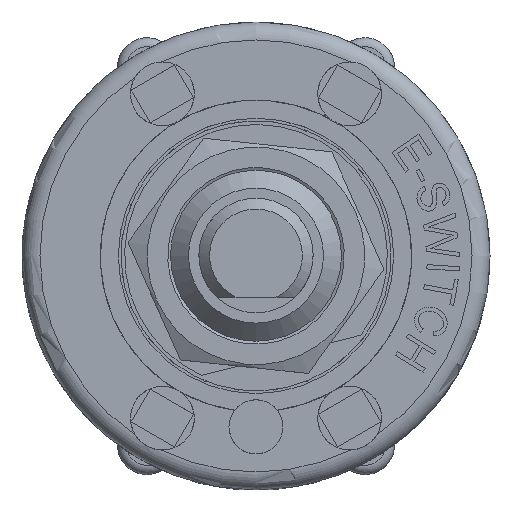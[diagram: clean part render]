
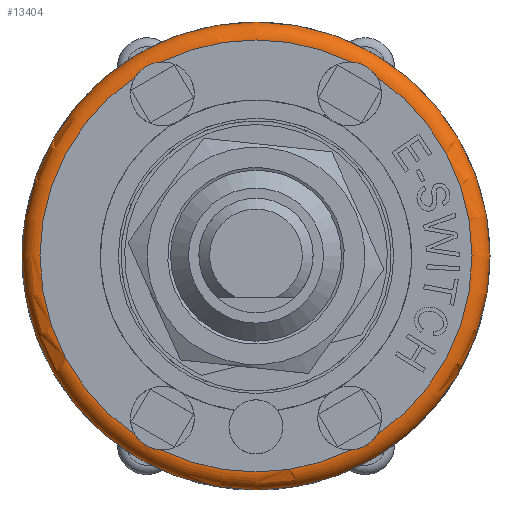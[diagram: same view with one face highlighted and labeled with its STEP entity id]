
A CAD part, top view. The second image highlights one B-rep face of the part: STEP entity #13404.
In plain terms, the highlighted toroidal (fillet/blend) face has major radius 12 mm and minor radius 1 mm.
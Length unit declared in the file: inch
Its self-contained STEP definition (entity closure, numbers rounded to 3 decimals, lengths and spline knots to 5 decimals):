
#135=TOROIDAL_SURFACE('',#14073,0.47244,0.03937);
#171=CIRCLE('',#14026,0.51181);
#198=CIRCLE('',#14074,0.03937);
#199=CIRCLE('',#14075,0.47244);
#200=CIRCLE('',#14076,0.47244);
#201=CIRCLE('',#14077,0.47244);
#202=CIRCLE('',#14078,0.47244);
#203=CIRCLE('',#14079,0.47244);
#754=B_SPLINE_CURVE_WITH_KNOTS('',3,(#22523,#22524,#22525,#22526,#22527,
#22528,#22529,#22530,#22531,#22532,#22533,#22534),.UNSPECIFIED.,.F.,.F.,
(4,2,2,2,2,4),(-0.26924,-0.24463,-0.21597,
-0.19207,-0.16451,-0.13568),.UNSPECIFIED.);
#755=B_SPLINE_CURVE_WITH_KNOTS('',3,(#22546,#22547,#22548,#22549,#22550,
#22551,#22552,#22553,#22554,#22555,#22556,#22557),.UNSPECIFIED.,.F.,.F.,
(4,2,2,2,2,4),(-0.26924,-0.24463,-0.21597,
-0.19207,-0.16451,-0.13568),.UNSPECIFIED.);
#756=B_SPLINE_CURVE_WITH_KNOTS('',3,(#22574,#22575,#22576,#22577,#22578,
#22579,#22580,#22581,#22582,#22583,#22584,#22585),.UNSPECIFIED.,.F.,.F.,
(4,2,2,2,2,4),(-0.26924,-0.24463,-0.21597,
-0.19207,-0.16451,-0.13568),.UNSPECIFIED.);
#757=B_SPLINE_CURVE_WITH_KNOTS('',3,(#22607,#22608,#22609,#22610,#22611,
#22612,#22613,#22614,#22615,#22616,#22617,#22618),.UNSPECIFIED.,.F.,.F.,
(4,2,2,2,2,4),(-0.26924,-0.24463,-0.21597,
-0.19207,-0.16451,-0.13568),.UNSPECIFIED.);
#1442=FACE_OUTER_BOUND('',#2256,.T.);
#2256=EDGE_LOOP('',(#11226,#11227,#11228,#11229,#11230,#11231,#11232,#11233,
#11234,#11235,#11236,#11237));
#6237=VERTEX_POINT('',#22485);
#6245=VERTEX_POINT('',#22521);
#6246=VERTEX_POINT('',#22522);
#6249=VERTEX_POINT('',#22544);
#6250=VERTEX_POINT('',#22545);
#6255=VERTEX_POINT('',#22572);
#6256=VERTEX_POINT('',#22573);
#6263=VERTEX_POINT('',#22605);
#6264=VERTEX_POINT('',#22606);
#6267=VERTEX_POINT('',#22628);
#7973=EDGE_CURVE('',#6237,#6237,#171,.T.);
#7991=EDGE_CURVE('',#6245,#6246,#754,.T.);
#7997=EDGE_CURVE('',#6249,#6250,#755,.T.);
#8005=EDGE_CURVE('',#6255,#6256,#756,.T.);
#8015=EDGE_CURVE('',#6263,#6264,#757,.T.);
#8021=EDGE_CURVE('',#6237,#6267,#198,.T.);
#8022=EDGE_CURVE('',#6267,#6255,#199,.T.);
#8023=EDGE_CURVE('',#6256,#6249,#200,.T.);
#8024=EDGE_CURVE('',#6250,#6245,#201,.T.);
#8025=EDGE_CURVE('',#6246,#6263,#202,.T.);
#8026=EDGE_CURVE('',#6264,#6267,#203,.T.);
#11226=ORIENTED_EDGE('',*,*,#7973,.T.);
#11227=ORIENTED_EDGE('',*,*,#8021,.T.);
#11228=ORIENTED_EDGE('',*,*,#8022,.T.);
#11229=ORIENTED_EDGE('',*,*,#8005,.T.);
#11230=ORIENTED_EDGE('',*,*,#8023,.T.);
#11231=ORIENTED_EDGE('',*,*,#7997,.T.);
#11232=ORIENTED_EDGE('',*,*,#8024,.T.);
#11233=ORIENTED_EDGE('',*,*,#7991,.T.);
#11234=ORIENTED_EDGE('',*,*,#8025,.T.);
#11235=ORIENTED_EDGE('',*,*,#8015,.T.);
#11236=ORIENTED_EDGE('',*,*,#8026,.T.);
#11237=ORIENTED_EDGE('',*,*,#8021,.F.);
#13404=ADVANCED_FACE('',(#1442),#135,.T.);
#14026=AXIS2_PLACEMENT_3D('',#22486,#16140,#16141);
#14073=AXIS2_PLACEMENT_3D('',#22627,#16251,#16252);
#14074=AXIS2_PLACEMENT_3D('',#22629,#16253,#16254);
#14075=AXIS2_PLACEMENT_3D('',#22630,#16255,#16256);
#14076=AXIS2_PLACEMENT_3D('',#22631,#16257,#16258);
#14077=AXIS2_PLACEMENT_3D('',#22632,#16259,#16260);
#14078=AXIS2_PLACEMENT_3D('',#22633,#16261,#16262);
#14079=AXIS2_PLACEMENT_3D('',#22634,#16263,#16264);
#16140=DIRECTION('center_axis',(0.,0.,1.));
#16141=DIRECTION('ref_axis',(-1.,0.,0.));
#16251=DIRECTION('center_axis',(0.,0.,-1.));
#16252=DIRECTION('ref_axis',(-1.,0.,0.));
#16253=DIRECTION('center_axis',(0.,-1.,0.));
#16254=DIRECTION('ref_axis',(1.,0.,0.));
#16255=DIRECTION('center_axis',(0.,0.,-1.));
#16256=DIRECTION('ref_axis',(-1.,0.,0.));
#16257=DIRECTION('center_axis',(0.,0.,-1.));
#16258=DIRECTION('ref_axis',(-1.,0.,0.));
#16259=DIRECTION('center_axis',(0.,0.,-1.));
#16260=DIRECTION('ref_axis',(-1.,0.,0.));
#16261=DIRECTION('center_axis',(0.,0.,-1.));
#16262=DIRECTION('ref_axis',(-1.,0.,0.));
#16263=DIRECTION('center_axis',(0.,0.,-1.));
#16264=DIRECTION('ref_axis',(-1.,0.,0.));
#22485=CARTESIAN_POINT('',(0.51181,0.,0.37402));
#22486=CARTESIAN_POINT('Origin',(0.,0.,0.37402));
#22521=CARTESIAN_POINT('',(-0.26379,0.39194,0.41339));
#22522=CARTESIAN_POINT('',(-0.20753,0.42442,0.41339));
#22523=CARTESIAN_POINT('Ctrl Pts',(-0.26379,0.39194,
0.41339));
#22524=CARTESIAN_POINT('Ctrl Pts',(-0.26165,0.39532,
0.41339));
#22525=CARTESIAN_POINT('Ctrl Pts',(-0.25918,0.39859,
0.41329));
#22526=CARTESIAN_POINT('Ctrl Pts',(-0.25306,0.40529,
0.41304));
#22527=CARTESIAN_POINT('Ctrl Pts',(-0.2494,0.40855,
0.4129));
#22528=CARTESIAN_POINT('Ctrl Pts',(-0.24211,0.41377,
0.41277));
#22529=CARTESIAN_POINT('Ctrl Pts',(-0.2386,0.41585,
0.41276));
#22530=CARTESIAN_POINT('Ctrl Pts',(-0.23069,0.41964,
0.41286));
#22531=CARTESIAN_POINT('Ctrl Pts',(-0.22626,0.42124,
0.41299));
#22532=CARTESIAN_POINT('Ctrl Pts',(-0.21694,0.42357,
0.41325));
#22533=CARTESIAN_POINT('Ctrl Pts',(-0.21219,0.42423,
0.41339));
#22534=CARTESIAN_POINT('Ctrl Pts',(-0.20753,0.42442,
0.41339));
#22544=CARTESIAN_POINT('',(-0.20753,-0.42442,0.41339));
#22545=CARTESIAN_POINT('',(-0.26379,-0.39194,0.41339));
#22546=CARTESIAN_POINT('Ctrl Pts',(-0.20753,-0.42442,
0.41339));
#22547=CARTESIAN_POINT('Ctrl Pts',(-0.21153,-0.42426,
0.41339));
#22548=CARTESIAN_POINT('Ctrl Pts',(-0.2156,-0.42375,
0.41329));
#22549=CARTESIAN_POINT('Ctrl Pts',(-0.22446,-0.42181,
0.41304));
#22550=CARTESIAN_POINT('Ctrl Pts',(-0.22911,-0.42026,
0.4129));
#22551=CARTESIAN_POINT('Ctrl Pts',(-0.23728,-0.41656,
0.41277));
#22552=CARTESIAN_POINT('Ctrl Pts',(-0.24084,-0.41456,
0.41276));
#22553=CARTESIAN_POINT('Ctrl Pts',(-0.24808,-0.4096,
0.41286));
#22554=CARTESIAN_POINT('Ctrl Pts',(-0.25168,-0.40656,
0.41299));
#22555=CARTESIAN_POINT('Ctrl Pts',(-0.25836,-0.39966,
0.41325));
#22556=CARTESIAN_POINT('Ctrl Pts',(-0.2613,-0.39588,
0.41339));
#22557=CARTESIAN_POINT('Ctrl Pts',(-0.26379,-0.39194,
0.41339));
#22572=CARTESIAN_POINT('',(0.26379,-0.39194,0.41339));
#22573=CARTESIAN_POINT('',(0.20753,-0.42442,0.41339));
#22574=CARTESIAN_POINT('Ctrl Pts',(0.26379,-0.39194,
0.41339));
#22575=CARTESIAN_POINT('Ctrl Pts',(0.26165,-0.39532,
0.41339));
#22576=CARTESIAN_POINT('Ctrl Pts',(0.25918,-0.39859,
0.41329));
#22577=CARTESIAN_POINT('Ctrl Pts',(0.25306,-0.40529,
0.41304));
#22578=CARTESIAN_POINT('Ctrl Pts',(0.2494,-0.40855,
0.4129));
#22579=CARTESIAN_POINT('Ctrl Pts',(0.24211,-0.41377,
0.41277));
#22580=CARTESIAN_POINT('Ctrl Pts',(0.2386,-0.41585,
0.41276));
#22581=CARTESIAN_POINT('Ctrl Pts',(0.23069,-0.41964,
0.41286));
#22582=CARTESIAN_POINT('Ctrl Pts',(0.22626,-0.42124,
0.41299));
#22583=CARTESIAN_POINT('Ctrl Pts',(0.21694,-0.42357,
0.41325));
#22584=CARTESIAN_POINT('Ctrl Pts',(0.21219,-0.42423,
0.41339));
#22585=CARTESIAN_POINT('Ctrl Pts',(0.20753,-0.42442,
0.41339));
#22605=CARTESIAN_POINT('',(0.20753,0.42442,0.41339));
#22606=CARTESIAN_POINT('',(0.26379,0.39194,0.41339));
#22607=CARTESIAN_POINT('Ctrl Pts',(0.20753,0.42442,0.41339));
#22608=CARTESIAN_POINT('Ctrl Pts',(0.21153,0.42426,
0.41339));
#22609=CARTESIAN_POINT('Ctrl Pts',(0.2156,0.42375,
0.41329));
#22610=CARTESIAN_POINT('Ctrl Pts',(0.22446,0.42181,0.41304));
#22611=CARTESIAN_POINT('Ctrl Pts',(0.22911,0.42026,
0.4129));
#22612=CARTESIAN_POINT('Ctrl Pts',(0.23728,0.41656,0.41277));
#22613=CARTESIAN_POINT('Ctrl Pts',(0.24084,0.41456,
0.41276));
#22614=CARTESIAN_POINT('Ctrl Pts',(0.24808,0.4096,
0.41286));
#22615=CARTESIAN_POINT('Ctrl Pts',(0.25168,0.40656,
0.41299));
#22616=CARTESIAN_POINT('Ctrl Pts',(0.25836,0.39966,
0.41325));
#22617=CARTESIAN_POINT('Ctrl Pts',(0.2613,0.39588,
0.41339));
#22618=CARTESIAN_POINT('Ctrl Pts',(0.26379,0.39194,
0.41339));
#22627=CARTESIAN_POINT('Origin',(0.,0.,0.37402));
#22628=CARTESIAN_POINT('',(0.47244,0.,0.41339));
#22629=CARTESIAN_POINT('Origin',(0.47244,0.,
0.37402));
#22630=CARTESIAN_POINT('Origin',(0.,0.,0.41339));
#22631=CARTESIAN_POINT('Origin',(0.,0.,0.41339));
#22632=CARTESIAN_POINT('Origin',(0.,0.,0.41339));
#22633=CARTESIAN_POINT('Origin',(0.,0.,0.41339));
#22634=CARTESIAN_POINT('Origin',(0.,0.,0.41339));
